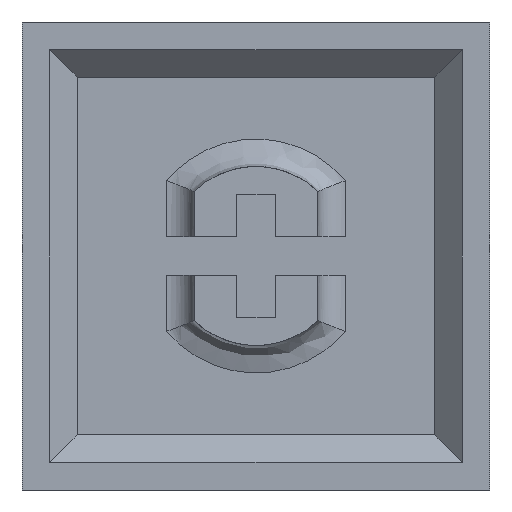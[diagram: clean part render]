
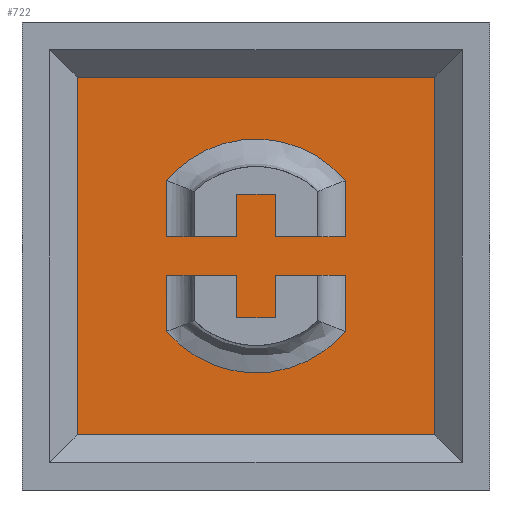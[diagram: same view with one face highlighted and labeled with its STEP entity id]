
A CAD part, front view. The second image highlights one B-rep face of the part: STEP entity #722.
In plain terms, the highlighted planar face has unit normal (0, -1, 0).
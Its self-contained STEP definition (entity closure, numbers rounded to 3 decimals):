
#23=FACE_BOUND('',#96,.T.);
#24=FACE_BOUND('',#97,.T.);
#26=B_SPLINE_CURVE_WITH_KNOTS('',3,(#1106,#1107,#1108,#1109,#1110,#1111),
 .UNSPECIFIED.,.F.,.F.,(4,1,1,4),(-0.871,-0.373,
0.124,0.871),.UNSPECIFIED.);
#27=B_SPLINE_CURVE_WITH_KNOTS('',3,(#1119,#1120,#1121,#1122,#1123,#1124),
 .UNSPECIFIED.,.F.,.F.,(4,1,1,4),(-0.871,-0.124,
0.373,0.871),.UNSPECIFIED.);
#52=FACE_OUTER_BOUND('',#95,.T.);
#95=EDGE_LOOP('',(#527,#528,#529,#530));
#96=EDGE_LOOP('',(#531,#532,#533,#534,#535,#536,#537,#538));
#97=EDGE_LOOP('',(#539,#540,#541,#542,#543,#544,#545,#546));
#155=LINE('',#1060,#243);
#161=LINE('',#1071,#249);
#162=LINE('',#1074,#250);
#165=LINE('',#1079,#253);
#172=LINE('',#1094,#260);
#173=LINE('',#1096,#261);
#174=LINE('',#1098,#262);
#175=LINE('',#1100,#263);
#176=LINE('',#1102,#264);
#177=LINE('',#1104,#265);
#178=LINE('',#1112,#266);
#179=LINE('',#1115,#267);
#180=LINE('',#1117,#268);
#181=LINE('',#1126,#269);
#182=LINE('',#1128,#270);
#183=LINE('',#1130,#271);
#184=LINE('',#1132,#272);
#185=LINE('',#1133,#273);
#243=VECTOR('',#860,10.);
#249=VECTOR('',#868,10.);
#250=VECTOR('',#871,10.);
#253=VECTOR('',#876,10.);
#260=VECTOR('',#889,1.);
#261=VECTOR('',#890,1.);
#262=VECTOR('',#891,1.);
#263=VECTOR('',#892,1.);
#264=VECTOR('',#893,1.);
#265=VECTOR('',#894,10.);
#266=VECTOR('',#895,10.);
#267=VECTOR('',#896,1.);
#268=VECTOR('',#897,10.);
#269=VECTOR('',#898,10.);
#270=VECTOR('',#899,1.);
#271=VECTOR('',#900,1.);
#272=VECTOR('',#901,1.);
#273=VECTOR('',#902,1.);
#329=VERTEX_POINT('',#1058);
#330=VERTEX_POINT('',#1059);
#334=VERTEX_POINT('',#1069);
#335=VERTEX_POINT('',#1073);
#340=VERTEX_POINT('',#1092);
#341=VERTEX_POINT('',#1093);
#342=VERTEX_POINT('',#1095);
#343=VERTEX_POINT('',#1097);
#344=VERTEX_POINT('',#1099);
#345=VERTEX_POINT('',#1101);
#346=VERTEX_POINT('',#1103);
#347=VERTEX_POINT('',#1105);
#348=VERTEX_POINT('',#1113);
#349=VERTEX_POINT('',#1114);
#350=VERTEX_POINT('',#1116);
#351=VERTEX_POINT('',#1118);
#352=VERTEX_POINT('',#1125);
#353=VERTEX_POINT('',#1127);
#354=VERTEX_POINT('',#1129);
#355=VERTEX_POINT('',#1131);
#397=EDGE_CURVE('',#329,#330,#155,.T.);
#403=EDGE_CURVE('',#334,#329,#161,.T.);
#404=EDGE_CURVE('',#335,#334,#162,.T.);
#407=EDGE_CURVE('',#330,#335,#165,.T.);
#414=EDGE_CURVE('',#340,#341,#172,.T.);
#415=EDGE_CURVE('',#341,#342,#173,.T.);
#416=EDGE_CURVE('',#342,#343,#174,.T.);
#417=EDGE_CURVE('',#343,#344,#175,.T.);
#418=EDGE_CURVE('',#344,#345,#176,.T.);
#419=EDGE_CURVE('',#346,#345,#177,.T.);
#420=EDGE_CURVE('',#347,#346,#26,.T.);
#421=EDGE_CURVE('',#340,#347,#178,.T.);
#422=EDGE_CURVE('',#348,#349,#179,.T.);
#423=EDGE_CURVE('',#350,#349,#180,.T.);
#424=EDGE_CURVE('',#351,#350,#27,.T.);
#425=EDGE_CURVE('',#352,#351,#181,.T.);
#426=EDGE_CURVE('',#352,#353,#182,.T.);
#427=EDGE_CURVE('',#353,#354,#183,.T.);
#428=EDGE_CURVE('',#354,#355,#184,.T.);
#429=EDGE_CURVE('',#355,#348,#185,.T.);
#527=ORIENTED_EDGE('',*,*,#397,.F.);
#528=ORIENTED_EDGE('',*,*,#403,.F.);
#529=ORIENTED_EDGE('',*,*,#404,.F.);
#530=ORIENTED_EDGE('',*,*,#407,.F.);
#531=ORIENTED_EDGE('',*,*,#414,.T.);
#532=ORIENTED_EDGE('',*,*,#415,.T.);
#533=ORIENTED_EDGE('',*,*,#416,.T.);
#534=ORIENTED_EDGE('',*,*,#417,.T.);
#535=ORIENTED_EDGE('',*,*,#418,.T.);
#536=ORIENTED_EDGE('',*,*,#419,.F.);
#537=ORIENTED_EDGE('',*,*,#420,.F.);
#538=ORIENTED_EDGE('',*,*,#421,.F.);
#539=ORIENTED_EDGE('',*,*,#422,.T.);
#540=ORIENTED_EDGE('',*,*,#423,.F.);
#541=ORIENTED_EDGE('',*,*,#424,.F.);
#542=ORIENTED_EDGE('',*,*,#425,.F.);
#543=ORIENTED_EDGE('',*,*,#426,.T.);
#544=ORIENTED_EDGE('',*,*,#427,.T.);
#545=ORIENTED_EDGE('',*,*,#428,.T.);
#546=ORIENTED_EDGE('',*,*,#429,.T.);
#687=PLANE('',#781);
#722=ADVANCED_FACE('',(#52,#23,#24),#687,.F.);
#781=AXIS2_PLACEMENT_3D('',#1091,#887,#888);
#860=DIRECTION('',(1.,0.,0.));
#868=DIRECTION('',(0.,0.,1.));
#871=DIRECTION('',(-1.,0.,0.));
#876=DIRECTION('',(0.,0.,-1.));
#887=DIRECTION('center_axis',(0.,1.,0.));
#888=DIRECTION('ref_axis',(-1.,0.,0.));
#889=DIRECTION('',(1.,0.,0.));
#890=DIRECTION('',(0.,0.,-1.));
#891=DIRECTION('',(1.,0.,0.));
#892=DIRECTION('',(0.,0.,1.));
#893=DIRECTION('',(1.,0.,0.));
#894=DIRECTION('',(0.,0.,1.));
#895=DIRECTION('',(0.,0.,-1.));
#896=DIRECTION('',(-1.,0.,0.));
#897=DIRECTION('',(0.,0.,-1.));
#898=DIRECTION('',(0.,0.,1.));
#899=DIRECTION('',(-1.,0.,0.));
#900=DIRECTION('',(0.,0.,1.));
#901=DIRECTION('',(-1.,0.,0.));
#902=DIRECTION('',(0.,0.,-1.));
#1058=CARTESIAN_POINT('',(-15.5,10.5,15.6));
#1059=CARTESIAN_POINT('',(-2.5,10.5,15.6));
#1060=CARTESIAN_POINT('',(-12.75,10.5,15.6));
#1069=CARTESIAN_POINT('',(-15.5,10.5,2.6));
#1071=CARTESIAN_POINT('',(-15.5,10.5,5.35));
#1073=CARTESIAN_POINT('',(-2.5,10.5,2.6));
#1074=CARTESIAN_POINT('',(-5.25,10.5,2.6));
#1079=CARTESIAN_POINT('',(-2.5,10.5,12.85));
#1091=CARTESIAN_POINT('Origin',(-9.,10.5,9.1));
#1092=CARTESIAN_POINT('',(-12.25,10.5,8.4));
#1093=CARTESIAN_POINT('',(-9.7,10.5,8.4));
#1094=CARTESIAN_POINT('',(-9.892,10.5,8.4));
#1095=CARTESIAN_POINT('',(-9.7,10.5,6.85));
#1096=CARTESIAN_POINT('',(-9.7,10.5,8.342));
#1097=CARTESIAN_POINT('',(-8.3,10.5,6.85));
#1098=CARTESIAN_POINT('',(-8.597,10.5,6.85));
#1099=CARTESIAN_POINT('',(-8.3,10.5,8.4));
#1100=CARTESIAN_POINT('',(-8.3,10.5,8.342));
#1101=CARTESIAN_POINT('',(-5.75,10.5,8.4));
#1102=CARTESIAN_POINT('',(-7.3,10.5,8.4));
#1103=CARTESIAN_POINT('',(-5.75,10.5,6.361));
#1104=CARTESIAN_POINT('',(-5.75,10.5,9.861));
#1105=CARTESIAN_POINT('',(-12.25,10.5,6.361));
#1106=CARTESIAN_POINT('Ctrl Pts',(-12.25,10.5,6.361));
#1107=CARTESIAN_POINT('Ctrl Pts',(-11.796,10.5,5.822));
#1108=CARTESIAN_POINT('Ctrl Pts',(-10.616,10.5,4.978));
#1109=CARTESIAN_POINT('Ctrl Pts',(-8.088,10.5,4.657));
#1110=CARTESIAN_POINT('Ctrl Pts',(-6.431,10.5,5.553));
#1111=CARTESIAN_POINT('Ctrl Pts',(-5.75,10.5,6.361));
#1112=CARTESIAN_POINT('',(-12.25,10.5,8.339));
#1113=CARTESIAN_POINT('',(-9.7,10.5,9.8));
#1114=CARTESIAN_POINT('',(-12.25,10.5,9.8));
#1115=CARTESIAN_POINT('',(-9.892,10.5,9.8));
#1116=CARTESIAN_POINT('',(-12.25,10.5,11.839));
#1117=CARTESIAN_POINT('',(-12.25,10.5,8.339));
#1118=CARTESIAN_POINT('',(-5.75,10.5,11.839));
#1119=CARTESIAN_POINT('Ctrl Pts',(-5.75,10.5,11.839));
#1120=CARTESIAN_POINT('Ctrl Pts',(-6.431,10.5,12.647));
#1121=CARTESIAN_POINT('Ctrl Pts',(-8.088,10.5,13.543));
#1122=CARTESIAN_POINT('Ctrl Pts',(-10.616,10.5,13.222));
#1123=CARTESIAN_POINT('Ctrl Pts',(-11.796,10.5,12.378));
#1124=CARTESIAN_POINT('Ctrl Pts',(-12.25,10.5,11.839));
#1125=CARTESIAN_POINT('',(-5.75,10.5,9.8));
#1126=CARTESIAN_POINT('',(-5.75,10.5,9.861));
#1127=CARTESIAN_POINT('',(-8.3,10.5,9.8));
#1128=CARTESIAN_POINT('',(-7.3,10.5,9.8));
#1129=CARTESIAN_POINT('',(-8.3,10.5,11.35));
#1130=CARTESIAN_POINT('',(-8.3,10.5,9.818));
#1131=CARTESIAN_POINT('',(-9.7,10.5,11.35));
#1132=CARTESIAN_POINT('',(-8.597,10.5,11.35));
#1133=CARTESIAN_POINT('',(-9.7,10.5,9.818));
